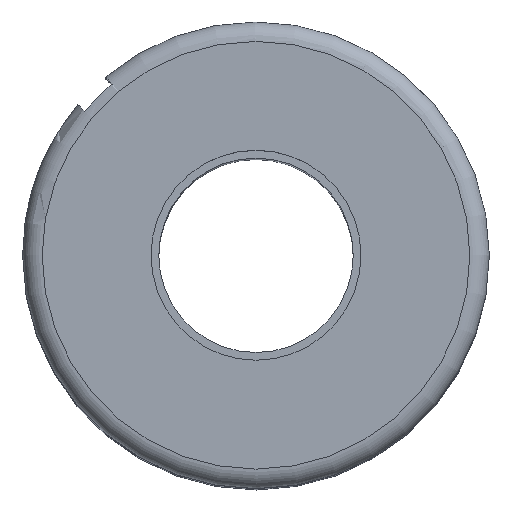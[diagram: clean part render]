
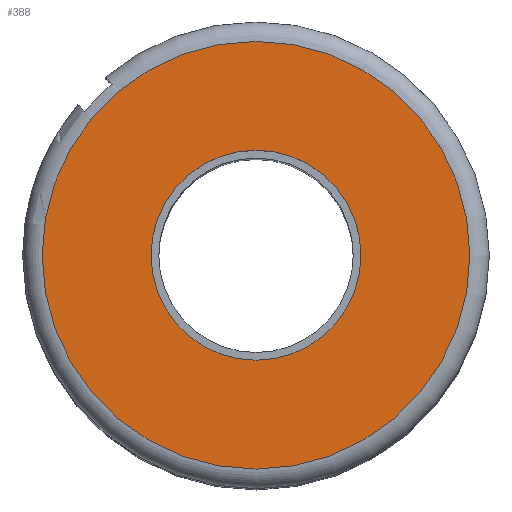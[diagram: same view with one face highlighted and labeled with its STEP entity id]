
A CAD part, top view. The second image highlights one B-rep face of the part: STEP entity #388.
In plain terms, the highlighted planar face has unit normal (0, 0, 1).
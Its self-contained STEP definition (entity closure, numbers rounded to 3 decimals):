
#24=PLANE('',#442);
#120=ORIENTED_EDGE('',*,*,#210,.T.);
#121=ORIENTED_EDGE('',*,*,#182,.F.);
#182=EDGE_CURVE('',#230,#230,#264,.T.);
#210=EDGE_CURVE('',#252,#252,#276,.T.);
#230=VERTEX_POINT('',#606);
#252=VERTEX_POINT('',#676);
#264=CIRCLE('',#423,5.5);
#276=CIRCLE('',#443,2.7);
#297=EDGE_LOOP('',(#120));
#298=EDGE_LOOP('',(#121));
#339=FACE_BOUND('',#297,.T.);
#340=FACE_BOUND('',#298,.T.);
#388=ADVANCED_FACE('',(#339,#340),#24,.T.);
#423=AXIS2_PLACEMENT_3D('',#605,#482,#483);
#442=AXIS2_PLACEMENT_3D('',#674,#532,#533);
#443=AXIS2_PLACEMENT_3D('',#675,#534,#535);
#482=DIRECTION('',(0.,0.,-1.));
#483=DIRECTION('',(-1.,0.,0.));
#532=DIRECTION('',(0.,0.,1.));
#533=DIRECTION('',(1.,0.,0.));
#534=DIRECTION('',(0.,0.,-1.));
#535=DIRECTION('',(-1.,0.,0.));
#605=CARTESIAN_POINT('',(0.,0.,11.));
#606=CARTESIAN_POINT('',(-5.5,0.,11.));
#674=CARTESIAN_POINT('',(0.,5.5,11.));
#675=CARTESIAN_POINT('',(0.,0.,11.));
#676=CARTESIAN_POINT('',(-2.7,0.,11.));
